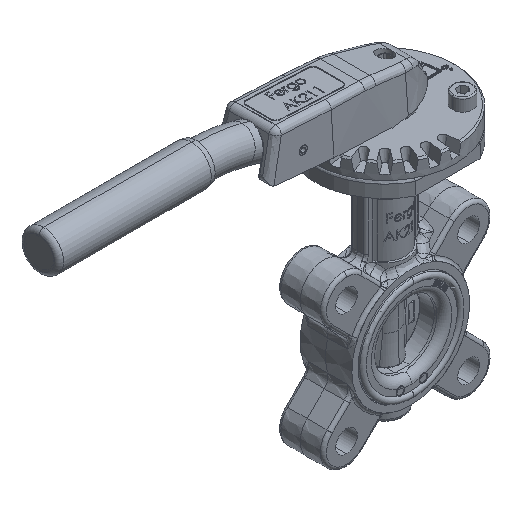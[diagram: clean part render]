
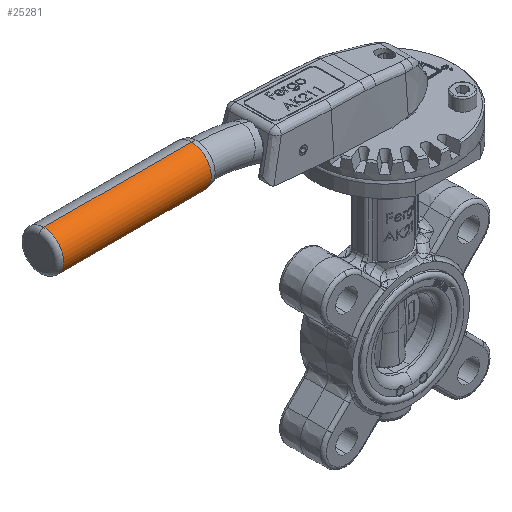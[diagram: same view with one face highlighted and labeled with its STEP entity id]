
A CAD part, isometric view. The second image highlights one B-rep face of the part: STEP entity #25281.
In plain terms, the highlighted cylindrical face has radius 12.65 mm (diameter 25.3 mm), a partial arc.
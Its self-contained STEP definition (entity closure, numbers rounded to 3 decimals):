
#2117 = CARTESIAN_POINT ( 'NONE',  ( -123.23, 0., 161.073 ) ) ;
#4261 = CYLINDRICAL_SURFACE ( 'NONE', #58430, 12.65 ) ;
#5972 = DIRECTION ( 'NONE',  ( 1., 0., 0. ) ) ;
#12698 = EDGE_CURVE ( 'NONE', #33013, #73159, #27513, .T. ) ;
#15029 = ORIENTED_EDGE ( 'NONE', *, *, #45929, .T. ) ;
#22542 = DIRECTION ( 'NONE',  ( 1., 0., 0. ) ) ;
#25281 = ADVANCED_FACE ( 'NONE', ( #44194 ), #4261, .T. ) ;
#26303 = VERTEX_POINT ( 'NONE', #74396 ) ;
#27513 = CIRCLE ( 'NONE', #38195, 12.65 ) ;
#29678 = CARTESIAN_POINT ( 'NONE',  ( -123.23, 0., 148.423 ) ) ;
#33013 = VERTEX_POINT ( 'NONE', #2117 ) ;
#36308 = EDGE_LOOP ( 'NONE', ( #15029, #61943, #76538, #47005 ) ) ;
#38195 = AXIS2_PLACEMENT_3D ( 'NONE', #29678, #68138, #61905 ) ;
#41839 = EDGE_CURVE ( 'NONE', #73397, #73159, #60626, .T. ) ;
#44194 = FACE_OUTER_BOUND ( 'NONE', #36308, .T. ) ;
#45929 = EDGE_CURVE ( 'NONE', #26303, #73397, #80810, .T. ) ;
#47005 = ORIENTED_EDGE ( 'NONE', *, *, #51977, .F. ) ;
#47912 = DIRECTION ( 'NONE',  ( 0., 0., 1. ) ) ;
#50046 = AXIS2_PLACEMENT_3D ( 'NONE', #74302, #54623, #47912 ) ;
#51977 = EDGE_CURVE ( 'NONE', #26303, #33013, #76178, .T. ) ;
#52572 = CARTESIAN_POINT ( 'NONE',  ( -225.23, 0., 148.423 ) ) ;
#54340 = CARTESIAN_POINT ( 'NONE',  ( -225.23, 0., 135.773 ) ) ;
#54623 = DIRECTION ( 'NONE',  ( 1., 0., 0. ) ) ;
#58009 = DIRECTION ( 'NONE',  ( 0., 0., 1. ) ) ;
#58430 = AXIS2_PLACEMENT_3D ( 'NONE', #52572, #78469, #58009 ) ;
#60626 = LINE ( 'NONE', #54340, #64284 ) ;
#61905 = DIRECTION ( 'NONE',  ( 0., 0., 1. ) ) ;
#61943 = ORIENTED_EDGE ( 'NONE', *, *, #41839, .T. ) ;
#64284 = VECTOR ( 'NONE', #22542, 1000. ) ;
#68138 = DIRECTION ( 'NONE',  ( 1., 0., 0. ) ) ;
#68453 = CARTESIAN_POINT ( 'NONE',  ( -123.23, 0., 135.773 ) ) ;
#73159 = VERTEX_POINT ( 'NONE', #68453 ) ;
#73397 = VERTEX_POINT ( 'NONE', #74611 ) ;
#74302 = CARTESIAN_POINT ( 'NONE',  ( -217.23, 0., 148.423 ) ) ;
#74396 = CARTESIAN_POINT ( 'NONE',  ( -217.23, 0., 161.073 ) ) ;
#74611 = CARTESIAN_POINT ( 'NONE',  ( -217.23, 0., 135.773 ) ) ;
#76178 = LINE ( 'NONE', #82032, #81686 ) ;
#76538 = ORIENTED_EDGE ( 'NONE', *, *, #12698, .F. ) ;
#78469 = DIRECTION ( 'NONE',  ( 1., 0., 0. ) ) ;
#80810 = CIRCLE ( 'NONE', #50046, 12.65 ) ;
#81686 = VECTOR ( 'NONE', #5972, 1000. ) ;
#82032 = CARTESIAN_POINT ( 'NONE',  ( -225.23, 0., 161.073 ) ) ;
